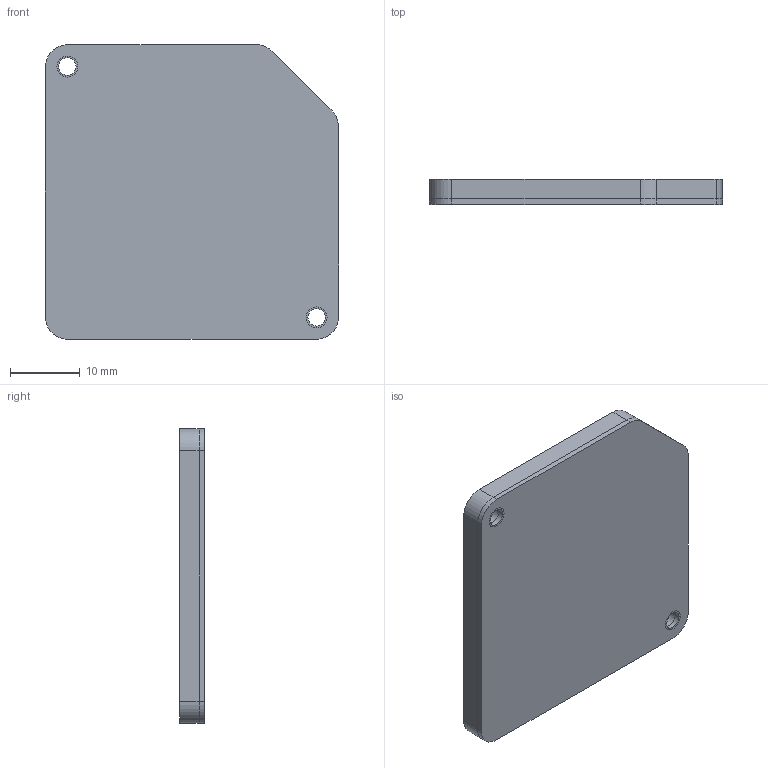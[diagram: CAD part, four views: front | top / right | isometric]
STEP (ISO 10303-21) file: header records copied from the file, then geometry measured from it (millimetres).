
FILE_DESCRIPTION((''),'2;1');
FILE_NAME('186880_ASM','2017-06-14T',('PDMAdmin'),('BANNER ENGINEERING'),'CREO PARAMETRIC BY PTC INC, 2016260','CREO PARAMETRIC BY PTC INC, 2016260','');
FILE_SCHEMA(('CONFIG_CONTROL_DESIGN'));
Products named in the file (6): 186879_PART-1_AF0; 186879_PART-2_AF0; 186879_PART-3; DICS_NEODYMIM_IRON; 186879_ASM; 186880_ASM
Assembly tree (5 placements, depth 3):
  186880_ASM
    186879_ASM
      186879_PART-1_AF0
      186879_PART-2_AF0
      186879_PART-3
      DICS_NEODYMIM_IRON
Bounding box: 41.91 x 3.54 x 42.14 mm (x, y, z)
Surface area: 10570 mm2
Topology: 4 solids, 8 shells, 78 faces, 196 edges, 132 vertices
Faces by surface type: cylinder 49, plane 29
Entity records: 2603 total; most frequent: DIRECTION 490, CARTESIAN_POINT 424, ORIENTED_EDGE 376, AXIS2_PLACEMENT_3D 198, EDGE_CURVE 196, VERTEX_POINT 132, CIRCLE 102, EDGE_LOOP 100
